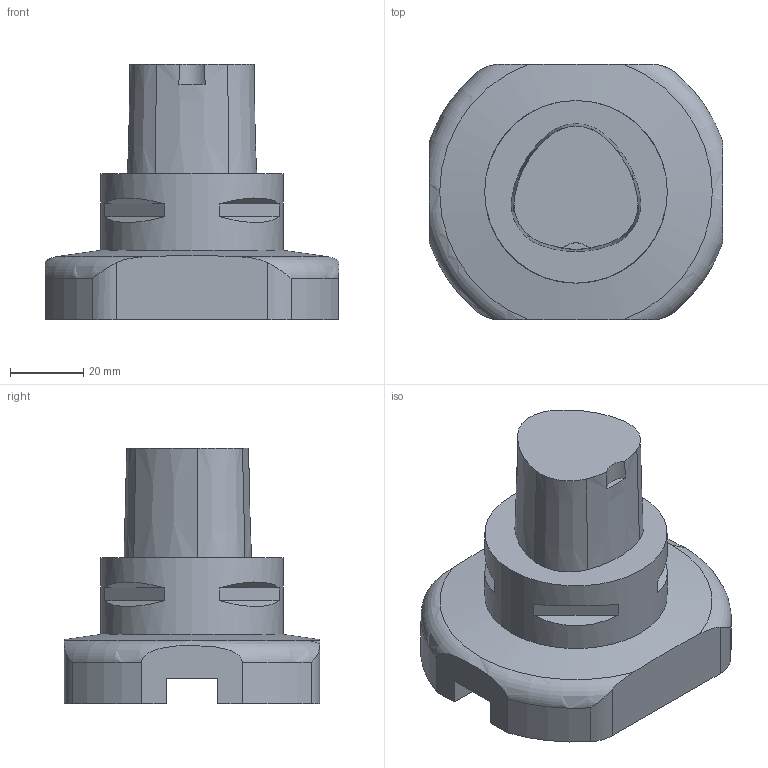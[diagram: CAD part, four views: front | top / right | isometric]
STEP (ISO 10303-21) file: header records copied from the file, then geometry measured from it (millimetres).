
FILE_DESCRIPTION(/* description */ (''),/* implementation_level */ '2;1');
FILE_NAME(/* name */ '1554206093539.stp',/* time_stamp */ '2019-04-02T13:55:08+02:00',/* author */ (''),/* organization */ ('SMS'),/* preprocessor_version */ 'ST-DEVELOPER v15',/* originating_system */ 'SIEMENS PLM Software NX 8.5',/* authorisation */ '');
FILE_SCHEMA (('AUTOMOTIVE_DESIGN { 1 0 10303 214 3 1 1 1 }'));
Length unit declared in the file: millimetre
Products named in the file (1): 201157429mod000_01
Bounding box: 80.4 x 70 x 70 mm (x, y, z)
Volume: 152235.4 mm3; surface area: 21883.5 mm2
Topology: 1 solids, 1 shells, 43 faces, 107 edges, 75 vertices
Faces by surface type: plane 24, cylinder 10, cone 7, torus 2
Full cylindrical faces by diameter (mm): 50 x1
Entity records: 1406 total; most frequent: CARTESIAN_POINT 304, DIRECTION 226, ORIENTED_EDGE 208, EDGE_CURVE 104, AXIS2_PLACEMENT_3D 88, VERTEX_POINT 70, EDGE_LOOP 50, LINE 50
